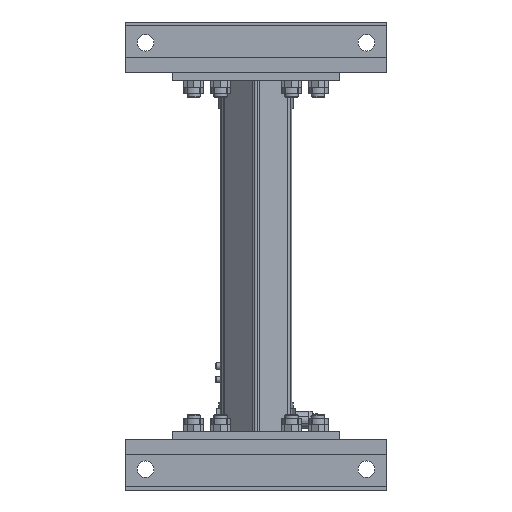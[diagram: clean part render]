
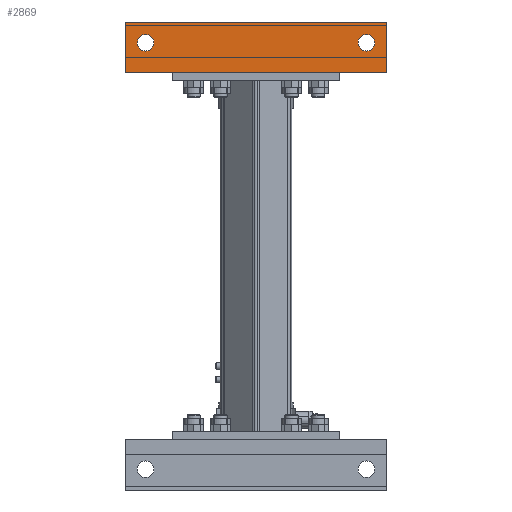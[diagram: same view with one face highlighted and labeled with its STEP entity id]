
A CAD part, left-side view. The second image highlights one B-rep face of the part: STEP entity #2869.
In plain terms, the highlighted face is planar.
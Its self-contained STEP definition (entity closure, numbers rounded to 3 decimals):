
#2869=ADVANCED_FACE('',(#5235,#5236,#5237),#5238,.T.);
#5235=FACE_BOUND('',#7474,.T.);
#5236=FACE_BOUND('',#7475,.T.);
#5237=FACE_OUTER_BOUND('',#7476,.T.);
#5238=PLANE('',#7477);
#7474=EDGE_LOOP('',(#11522));
#7475=EDGE_LOOP('',(#11523));
#7476=EDGE_LOOP('',(#11524,#11525,#11526,#11527));
#7477=AXIS2_PLACEMENT_3D('',#11528,#11529,#11530);
#11522=ORIENTED_EDGE('',*,*,#12901,.T.);
#11523=ORIENTED_EDGE('',*,*,#14220,.T.);
#11524=ORIENTED_EDGE('',*,*,#13814,.T.);
#11525=ORIENTED_EDGE('',*,*,#14023,.F.);
#11526=ORIENTED_EDGE('',*,*,#13255,.T.);
#11527=ORIENTED_EDGE('',*,*,#14117,.T.);
#11528=CARTESIAN_POINT('',(37.5,0.,0.));
#11529=DIRECTION('',(0.,-1.,0.));
#11530=DIRECTION('',(1.,0.,0.));
#12901=EDGE_CURVE('',#14825,#14825,#14826,.T.);
#13255=EDGE_CURVE('',#15416,#15427,#15429,.T.);
#13814=EDGE_CURVE('',#16245,#16243,#16246,.T.);
#14023=EDGE_CURVE('',#15416,#16243,#16516,.T.);
#14117=EDGE_CURVE('',#15427,#16245,#16628,.T.);
#14220=EDGE_CURVE('',#16745,#16745,#16746,.T.);
#14825=VERTEX_POINT('',#17943);
#14826=CIRCLE('',#17944,12.5);
#15416=VERTEX_POINT('',#19354);
#15427=VERTEX_POINT('',#19369);
#15429=LINE('',#19372,#19373);
#16243=VERTEX_POINT('',#21335);
#16245=VERTEX_POINT('',#21338);
#16246=LINE('',#21339,#21340);
#16516=LINE('',#22022,#22023);
#16628=LINE('',#22406,#22407);
#16745=VERTEX_POINT('',#22660);
#16746=CIRCLE('',#22661,12.5);
#17943=CARTESIAN_POINT('',(56.5,0.,30.));
#17944=AXIS2_PLACEMENT_3D('',#23416,#23417,#23418);
#19354=CARTESIAN_POINT('',(0.,0.,0.));
#19369=CARTESIAN_POINT('',(75.,0.,0.));
#19372=CARTESIAN_POINT('',(0.,0.,0.));
#19373=VECTOR('',#23847,1.);
#21335=CARTESIAN_POINT('',(0.,0.,390.));
#21338=CARTESIAN_POINT('',(75.,0.,390.));
#21339=CARTESIAN_POINT('',(0.,0.,390.));
#21340=VECTOR('',#24415,1.);
#22022=CARTESIAN_POINT('',(0.,0.,0.));
#22023=VECTOR('',#24606,1.);
#22406=CARTESIAN_POINT('',(75.,0.,0.));
#22407=VECTOR('',#24663,1.);
#22660=CARTESIAN_POINT('',(56.5,0.,360.));
#22661=AXIS2_PLACEMENT_3D('',#24743,#24744,#24745);
#23416=CARTESIAN_POINT('',(44.,0.,30.));
#23417=DIRECTION('',(0.,1.,0.));
#23418=DIRECTION('',(1.,0.,0.));
#23847=DIRECTION('',(1.,0.,0.));
#24415=DIRECTION('',(-1.,0.,0.));
#24606=DIRECTION('',(0.,0.,1.));
#24663=DIRECTION('',(0.,0.,1.));
#24743=CARTESIAN_POINT('',(44.,0.,360.));
#24744=DIRECTION('',(0.,1.,0.));
#24745=DIRECTION('',(1.,0.,0.));
